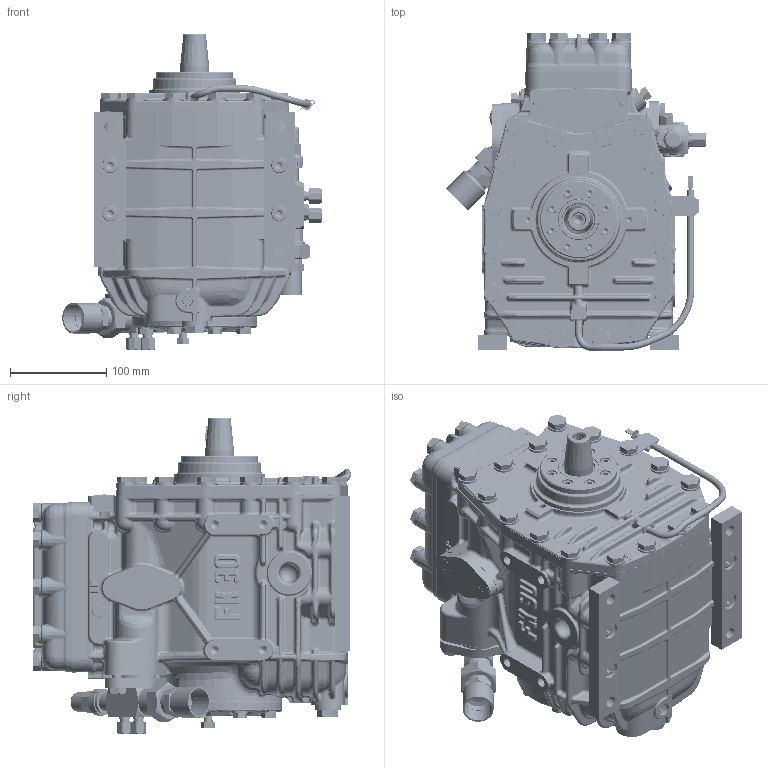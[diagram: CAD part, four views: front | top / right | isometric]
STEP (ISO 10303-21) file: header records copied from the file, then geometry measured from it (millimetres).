
FILE_DESCRIPTION (( 'STEP AP214' ), '1' );
FILE_NAME ('FK30 K.STEP', '2024-11-14T06:45:20', ( '' ), ( '' ), 'SwSTEP 2.0', 'SolidWorks 2022', '' );
FILE_SCHEMA (( 'AUTOMOTIVE_DESIGN' ));
Length unit declared in the file: millimetre
Products named in the file (1): FK30 K
Bounding box: 269 x 329.39 x 328.36 mm (x, y, z)
Surface area: 598770.4 mm2 (no closed solid volume)
Topology: 0 solids, 22 shells, 6945 faces, 16699 edges, 9816 vertices
Faces by surface type: bspline 2207, plane 1947, cylinder 1829, torus 384, cone 313, sphere 265
Full cylindrical faces by diameter (mm): 1.2 x2, 1.5 x1, 1.8 x1, 2.5 x1, 3 x2, 4 x7, 5 x4, 5.3 x1, 6 x2, 7 x5, 7.84 x1, 8 x2, 9 x31, 10 x37, 10.2 x1, 10.5 x1, 10.72 x5, 10.75 x1, 11 x15, 12 x5, 13 x11, 14 x5, 16 x12, 16.1 x1, 17 x31, 18 x5, 19 x1, 19.012 x2, 19.5 x1, 20 x31
Entity records: 370323 total; most frequent: CARTESIAN_POINT 156022, ORIENTED_EDGE 31740, DIRECTION 24287, EDGE_CURVE 15874, AXIS2_PLACEMENT_3D 9713, VERTEX_POINT 9632, EDGE_LOOP 7638, FACE_OUTER_BOUND 7269
